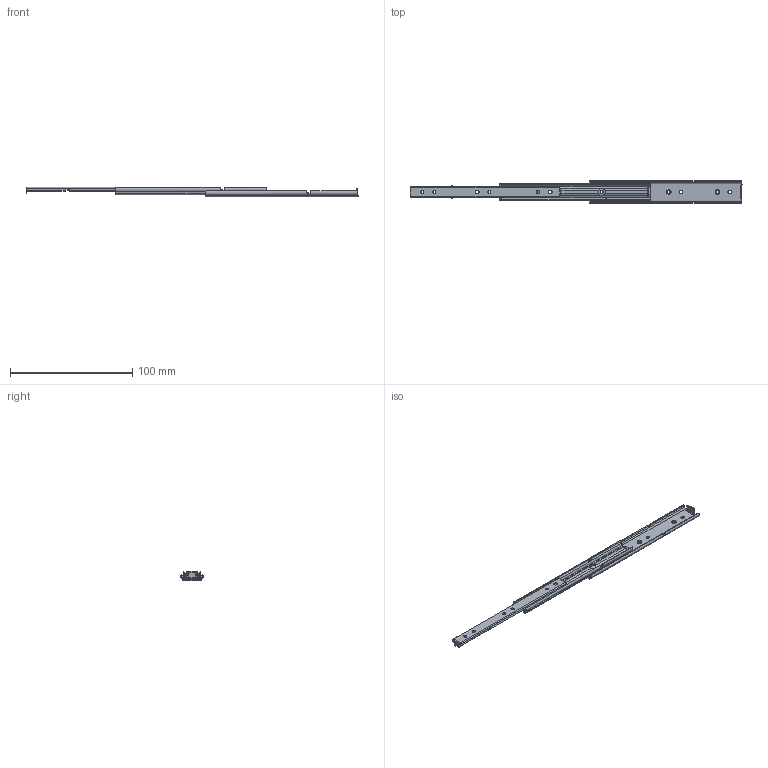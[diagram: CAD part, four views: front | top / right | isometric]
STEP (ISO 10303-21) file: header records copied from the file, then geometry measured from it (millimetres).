
FILE_DESCRIPTION (( 'STEP AP203' ), '1' );
FILE_NAME ('UC180-125.STEP', '2021-03-16T02:28:09', ( '' ), ( '' ), 'SwSTEP 2.0', 'SolidWorks 2019', '' );
FILE_SCHEMA (( 'CONFIG_CONTROL_DESIGN' ));
Length unit declared in the file: millimetre
Products named in the file (4): UC180-125 CM; UC180-125 OM; UC180-125 IM; UC180-125
Assembly tree (3 placements, depth 2):
  UC180-125
    UC180-125 OM
    UC180-125 CM
    UC180-125 IM
Bounding box: 272.1 x 18.3 x 7.5 mm (x, y, z)
Volume: 6055.9 mm3; surface area: 16078.7 mm2
Topology: 5 solids, 5 shells, 486 faces, 1402 edges, 928 vertices
Faces by surface type: cylinder 234, plane 198, torus 36, bspline 18
Entity records: 22326 total; most frequent: CARTESIAN_POINT 9420, ORIENTED_EDGE 2804, DIRECTION 2500, EDGE_CURVE 1402, VERTEX_POINT 928, AXIS2_PLACEMENT_3D 916, VECTOR 668, LINE 668
